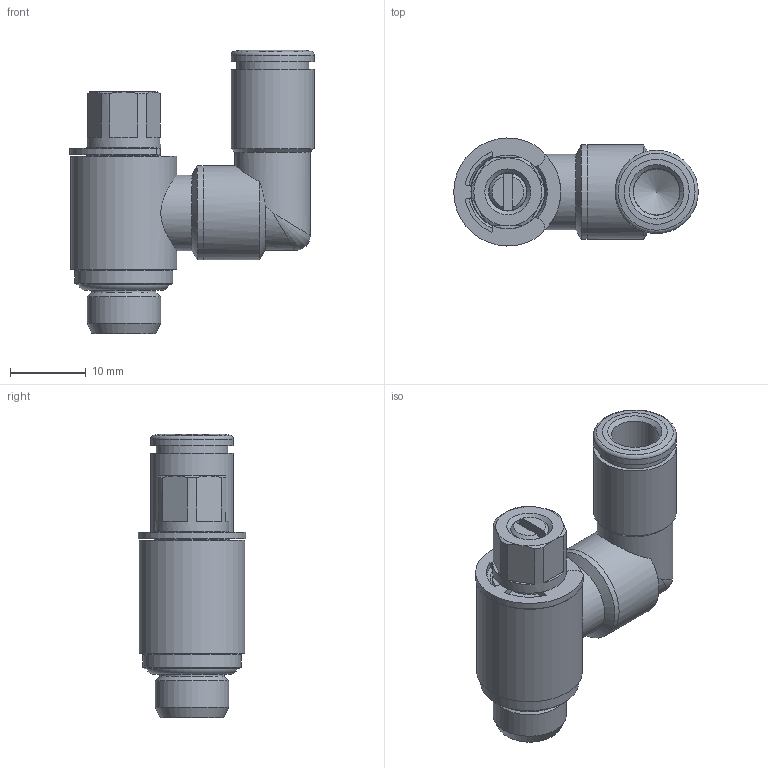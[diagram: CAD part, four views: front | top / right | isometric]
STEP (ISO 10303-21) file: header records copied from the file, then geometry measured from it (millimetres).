
FILE_DESCRIPTION(/* description */ (''),/* implementation_level */ '2;1');
FILE_NAME(/* name */ 'grbiqs_186_msv.stp',/* time_stamp */ '2017-10-30T15:45:02+01:00',/* author */ ('Hamoud'),/* organization */ (''),/* preprocessor_version */ 'ST-DEVELOPER v15.6',/* originating_system */ 'Autodesk Inventor LT ',/* authorisation */ '');
FILE_SCHEMA (('AUTOMOTIVE_DESIGN { 1 0 10303 214 3 1 1 }'));
Length unit declared in the file: millimetre
Products named in the file (1): grbiqs_186_msv
Bounding box: 32.35 x 14.29 x 37.5 mm (x, y, z)
Volume: 5006.2 mm3; surface area: 7280.9 mm2
Topology: 8 solids, 8 shells, 158 faces, 360 edges, 227 vertices
Faces by surface type: cylinder 58, plane 53, cone 41, torus 5, bspline 1
Full cylindrical faces by diameter (mm): 2 x4, 4 x1, 5 x2, 5.08 x1, 5.5 x1, 5.6 x1, 6 x2, 6.1 x1, 6.2 x1, 6.4 x1, 6.5 x1, 6.887 x1, 6.9 x1, 7 x2, 7.5 x3, 7.6 x1, 8.3 x1, 8.5 x1, 8.8 x1, 9 x3, 9.5 x1, 9.6 x1, 9.728 x1, 9.75 x3, 9.9 x2, 10 x2, 10.1 x2, 10.6 x1, 11 x2, 12.5 x2
Entity records: 10662 total; most frequent: CARTESIAN_POINT 7570, DIRECTION 668, ORIENTED_EDGE 466, AXIS2_PLACEMENT_3D 308, EDGE_LOOP 278, EDGE_CURVE 233, VERTEX_POINT 191, FACE_OUTER_BOUND 158
